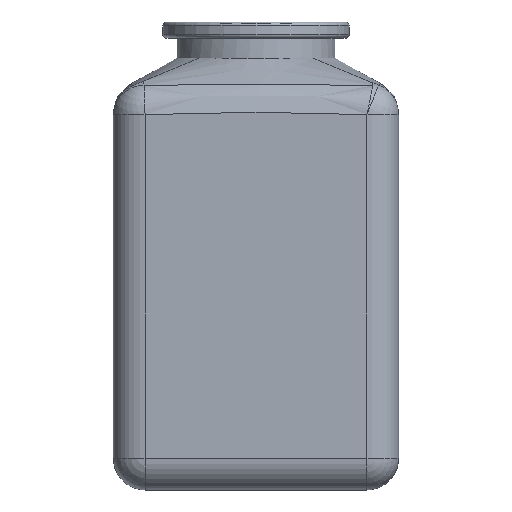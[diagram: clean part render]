
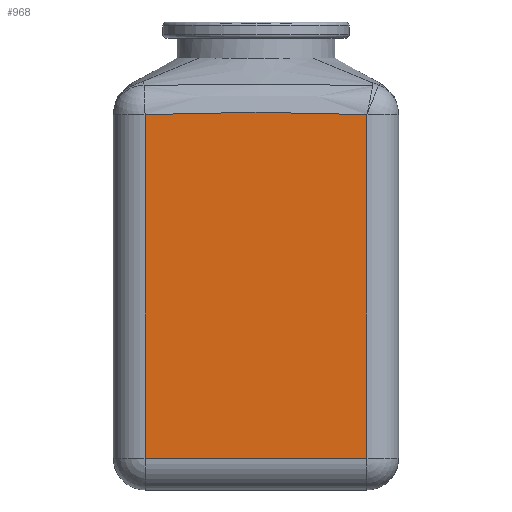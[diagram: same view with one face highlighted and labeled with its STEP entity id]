
A CAD part, left-side view. The second image highlights one B-rep face of the part: STEP entity #968.
In plain terms, the highlighted planar face has unit normal (-1, 0, 0).
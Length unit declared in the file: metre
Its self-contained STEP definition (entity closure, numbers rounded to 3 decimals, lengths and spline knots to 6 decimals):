
#138=B_SPLINE_CURVE_WITH_KNOTS('',3,(#1458,#1459,#1460,#1461,#1462),
 .UNSPECIFIED.,.F.,.F.,(4,1,4),(0.,0.028007,0.056014),
 .UNSPECIFIED.);
#189=ORIENTED_EDGE('',*,*,#481,.T.);
#190=ORIENTED_EDGE('',*,*,#482,.T.);
#191=ORIENTED_EDGE('',*,*,#483,.T.);
#192=ORIENTED_EDGE('',*,*,#484,.T.);
#481=EDGE_CURVE('',#627,#628,#708,.F.);
#482=EDGE_CURVE('',#628,#629,#138,.T.);
#483=EDGE_CURVE('',#629,#630,#709,.T.);
#484=EDGE_CURVE('',#630,#627,#710,.T.);
#627=VERTEX_POINT('',#1456);
#628=VERTEX_POINT('',#1457);
#629=VERTEX_POINT('',#1463);
#630=VERTEX_POINT('',#1465);
#708=LINE('',#1455,#744);
#709=LINE('',#1464,#745);
#710=LINE('',#1466,#746);
#744=VECTOR('',#1181,1.);
#745=VECTOR('',#1182,1.);
#746=VECTOR('',#1183,1.);
#778=EDGE_LOOP('',(#189,#190,#191,#192));
#866=FACE_BOUND('',#778,.T.);
#954=PLANE('',#1058);
#968=ADVANCED_FACE('',(#866),#954,.F.);
#1058=AXIS2_PLACEMENT_3D('',#1454,#1179,#1180);
#1179=DIRECTION('',(1.,0.,0.));
#1180=DIRECTION('',(0.,0.,-1.));
#1181=DIRECTION('',(0.,0.,-1.));
#1182=DIRECTION('',(0.,0.,-1.));
#1183=DIRECTION('',(0.,-1.,0.));
#1454=CARTESIAN_POINT('',(-0.072,0.036,0.1));
#1455=CARTESIAN_POINT('',(-0.072,0.008,0.1));
#1456=CARTESIAN_POINT('',(-0.072,0.008,0.008));
#1457=CARTESIAN_POINT('',(-0.072,0.008,0.094735));
#1458=CARTESIAN_POINT('',(-0.072,0.008,0.094735));
#1459=CARTESIAN_POINT('',(-0.072,0.017331,0.095042));
#1460=CARTESIAN_POINT('',(-0.072,0.036,0.0956));
#1461=CARTESIAN_POINT('',(-0.072,0.054669,0.095042));
#1462=CARTESIAN_POINT('',(-0.072,0.064,0.094735));
#1463=CARTESIAN_POINT('',(-0.072,0.064,0.094735));
#1464=CARTESIAN_POINT('',(-0.072,0.064,0.));
#1465=CARTESIAN_POINT('',(-0.072,0.064,0.008));
#1466=CARTESIAN_POINT('',(-0.072,0.036,0.008));
